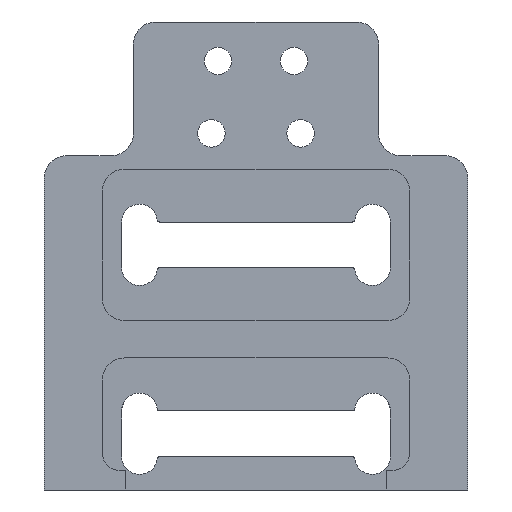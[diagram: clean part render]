
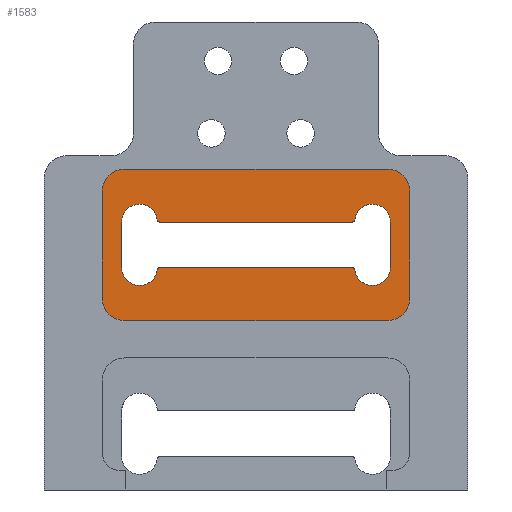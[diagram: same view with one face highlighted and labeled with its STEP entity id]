
A CAD part, front view. The second image highlights one B-rep face of the part: STEP entity #1583.
In plain terms, the highlighted planar face has unit normal (0, -1, 0).
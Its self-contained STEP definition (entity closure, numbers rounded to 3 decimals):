
#22=FACE_BOUND('',#177,.T.);
#38=PLANE('',#1740);
#92=FACE_OUTER_BOUND('',#176,.T.);
#176=EDGE_LOOP('',(#1219,#1220,#1221,#1222,#1223,#1224,#1225,#1226));
#177=EDGE_LOOP('',(#1227,#1228,#1229,#1230,#1231,#1232,#1233,#1234,#1235,
#1236,#1237,#1238));
#315=LINE('',#2805,#447);
#316=LINE('',#2809,#448);
#317=LINE('',#2813,#449);
#318=LINE('',#2817,#450);
#319=LINE('',#2820,#451);
#320=LINE('',#2826,#452);
#321=LINE('',#2832,#453);
#322=LINE('',#2837,#454);
#447=VECTOR('',#2059,10.);
#448=VECTOR('',#2062,10.);
#449=VECTOR('',#2065,10.);
#450=VECTOR('',#2068,10.);
#451=VECTOR('',#2071,10.);
#452=VECTOR('',#2076,10.);
#453=VECTOR('',#2081,10.);
#454=VECTOR('',#2086,10.);
#588=CIRCLE('',#1737,0.2);
#589=CIRCLE('',#1739,1.6);
#590=CIRCLE('',#1741,2.);
#591=CIRCLE('',#1742,2.);
#592=CIRCLE('',#1743,2.);
#593=CIRCLE('',#1744,2.);
#594=CIRCLE('',#1745,0.2);
#595=CIRCLE('',#1746,1.6);
#596=CIRCLE('',#1747,1.6);
#597=CIRCLE('',#1748,0.2);
#598=CIRCLE('',#1749,0.2);
#599=CIRCLE('',#1750,1.6);
#726=VERTEX_POINT('',#2793);
#727=VERTEX_POINT('',#2795);
#728=VERTEX_POINT('',#2799);
#729=VERTEX_POINT('',#2803);
#730=VERTEX_POINT('',#2804);
#731=VERTEX_POINT('',#2806);
#732=VERTEX_POINT('',#2808);
#733=VERTEX_POINT('',#2810);
#734=VERTEX_POINT('',#2812);
#735=VERTEX_POINT('',#2814);
#736=VERTEX_POINT('',#2816);
#737=VERTEX_POINT('',#2819);
#738=VERTEX_POINT('',#2821);
#739=VERTEX_POINT('',#2823);
#740=VERTEX_POINT('',#2825);
#741=VERTEX_POINT('',#2827);
#742=VERTEX_POINT('',#2829);
#743=VERTEX_POINT('',#2831);
#744=VERTEX_POINT('',#2833);
#745=VERTEX_POINT('',#2835);
#921=EDGE_CURVE('',#726,#727,#588,.T.);
#923=EDGE_CURVE('',#727,#728,#589,.T.);
#925=EDGE_CURVE('',#729,#730,#315,.T.);
#926=EDGE_CURVE('',#731,#729,#590,.T.);
#927=EDGE_CURVE('',#732,#731,#316,.T.);
#928=EDGE_CURVE('',#733,#732,#591,.T.);
#929=EDGE_CURVE('',#734,#733,#317,.T.);
#930=EDGE_CURVE('',#735,#734,#592,.T.);
#931=EDGE_CURVE('',#736,#735,#318,.T.);
#932=EDGE_CURVE('',#730,#736,#593,.T.);
#933=EDGE_CURVE('',#737,#726,#319,.T.);
#934=EDGE_CURVE('',#738,#737,#594,.T.);
#935=EDGE_CURVE('',#739,#738,#595,.T.);
#936=EDGE_CURVE('',#740,#739,#320,.T.);
#937=EDGE_CURVE('',#741,#740,#596,.T.);
#938=EDGE_CURVE('',#742,#741,#597,.T.);
#939=EDGE_CURVE('',#743,#742,#321,.T.);
#940=EDGE_CURVE('',#744,#743,#598,.T.);
#941=EDGE_CURVE('',#745,#744,#599,.T.);
#942=EDGE_CURVE('',#728,#745,#322,.T.);
#1219=ORIENTED_EDGE('',*,*,#925,.F.);
#1220=ORIENTED_EDGE('',*,*,#926,.F.);
#1221=ORIENTED_EDGE('',*,*,#927,.F.);
#1222=ORIENTED_EDGE('',*,*,#928,.F.);
#1223=ORIENTED_EDGE('',*,*,#929,.F.);
#1224=ORIENTED_EDGE('',*,*,#930,.F.);
#1225=ORIENTED_EDGE('',*,*,#931,.F.);
#1226=ORIENTED_EDGE('',*,*,#932,.F.);
#1227=ORIENTED_EDGE('',*,*,#921,.F.);
#1228=ORIENTED_EDGE('',*,*,#933,.F.);
#1229=ORIENTED_EDGE('',*,*,#934,.F.);
#1230=ORIENTED_EDGE('',*,*,#935,.F.);
#1231=ORIENTED_EDGE('',*,*,#936,.F.);
#1232=ORIENTED_EDGE('',*,*,#937,.F.);
#1233=ORIENTED_EDGE('',*,*,#938,.F.);
#1234=ORIENTED_EDGE('',*,*,#939,.F.);
#1235=ORIENTED_EDGE('',*,*,#940,.F.);
#1236=ORIENTED_EDGE('',*,*,#941,.F.);
#1237=ORIENTED_EDGE('',*,*,#942,.F.);
#1238=ORIENTED_EDGE('',*,*,#923,.F.);
#1583=ADVANCED_FACE('',(#92,#22),#38,.F.);
#1737=AXIS2_PLACEMENT_3D('',#2796,#2049,#2050);
#1739=AXIS2_PLACEMENT_3D('',#2800,#2054,#2055);
#1740=AXIS2_PLACEMENT_3D('',#2802,#2057,#2058);
#1741=AXIS2_PLACEMENT_3D('',#2807,#2060,#2061);
#1742=AXIS2_PLACEMENT_3D('',#2811,#2063,#2064);
#1743=AXIS2_PLACEMENT_3D('',#2815,#2066,#2067);
#1744=AXIS2_PLACEMENT_3D('',#2818,#2069,#2070);
#1745=AXIS2_PLACEMENT_3D('',#2822,#2072,#2073);
#1746=AXIS2_PLACEMENT_3D('',#2824,#2074,#2075);
#1747=AXIS2_PLACEMENT_3D('',#2828,#2077,#2078);
#1748=AXIS2_PLACEMENT_3D('',#2830,#2079,#2080);
#1749=AXIS2_PLACEMENT_3D('',#2834,#2082,#2083);
#1750=AXIS2_PLACEMENT_3D('',#2836,#2084,#2085);
#2049=DIRECTION('center_axis',(0.,1.,0.));
#2050=DIRECTION('ref_axis',(0.667,0.,0.745));
#2054=DIRECTION('center_axis',(0.,-1.,0.));
#2055=DIRECTION('ref_axis',(1.,0.,0.));
#2057=DIRECTION('center_axis',(0.,1.,0.));
#2058=DIRECTION('ref_axis',(0.,0.,1.));
#2059=DIRECTION('',(0.,0.,1.));
#2060=DIRECTION('center_axis',(0.,1.,0.));
#2061=DIRECTION('ref_axis',(-1.,0.,0.));
#2062=DIRECTION('',(-1.,0.,0.));
#2063=DIRECTION('center_axis',(0.,1.,0.));
#2064=DIRECTION('ref_axis',(0.,0.,-1.));
#2065=DIRECTION('',(0.,0.,-1.));
#2066=DIRECTION('center_axis',(0.,1.,0.));
#2067=DIRECTION('ref_axis',(1.,0.,0.));
#2068=DIRECTION('',(1.,0.,0.));
#2069=DIRECTION('center_axis',(0.,1.,0.));
#2070=DIRECTION('ref_axis',(0.,0.,1.));
#2071=DIRECTION('',(1.,0.,0.));
#2072=DIRECTION('center_axis',(0.,1.,0.));
#2073=DIRECTION('ref_axis',(-0.667,0.,0.745));
#2074=DIRECTION('center_axis',(0.,-1.,0.));
#2075=DIRECTION('ref_axis',(1.,0.,0.));
#2076=DIRECTION('',(0.,0.,-1.));
#2077=DIRECTION('center_axis',(0.,-1.,0.));
#2078=DIRECTION('ref_axis',(-1.,0.,0.));
#2079=DIRECTION('center_axis',(0.,1.,0.));
#2080=DIRECTION('ref_axis',(-0.667,0.,-0.745));
#2081=DIRECTION('',(-1.,0.,0.));
#2082=DIRECTION('center_axis',(0.,1.,0.));
#2083=DIRECTION('ref_axis',(0.667,0.,-0.745));
#2084=DIRECTION('center_axis',(0.,-1.,0.));
#2085=DIRECTION('ref_axis',(-1.,0.,0.));
#2086=DIRECTION('',(0.,0.,1.));
#2793=CARTESIAN_POINT('',(8.661,-2.,19.95));
#2795=CARTESIAN_POINT('',(8.86,-2.,19.772));
#2796=CARTESIAN_POINT('Origin',(8.661,-2.,19.75));
#2799=CARTESIAN_POINT('',(12.05,-2.,19.95));
#2800=CARTESIAN_POINT('Origin',(10.45,-2.,19.95));
#2802=CARTESIAN_POINT('Origin',(0.,-2.,22.));
#2803=CARTESIAN_POINT('',(-13.8,-2.,17.2));
#2804=CARTESIAN_POINT('',(-13.8,-2.,26.8));
#2805=CARTESIAN_POINT('',(-13.8,-2.,26.8));
#2806=CARTESIAN_POINT('',(-11.8,-2.,15.2));
#2807=CARTESIAN_POINT('Origin',(-11.8,-2.,17.2));
#2808=CARTESIAN_POINT('',(11.8,-2.,15.2));
#2809=CARTESIAN_POINT('',(-11.8,-2.,15.2));
#2810=CARTESIAN_POINT('',(13.8,-2.,17.2));
#2811=CARTESIAN_POINT('Origin',(11.8,-2.,17.2));
#2812=CARTESIAN_POINT('',(13.8,-2.,26.8));
#2813=CARTESIAN_POINT('',(13.8,-2.,17.2));
#2814=CARTESIAN_POINT('',(11.8,-2.,28.8));
#2815=CARTESIAN_POINT('Origin',(11.8,-2.,26.8));
#2816=CARTESIAN_POINT('',(-11.8,-2.,28.8));
#2817=CARTESIAN_POINT('',(11.8,-2.,28.8));
#2818=CARTESIAN_POINT('Origin',(-11.8,-2.,26.8));
#2819=CARTESIAN_POINT('',(-8.661,-2.,19.95));
#2820=CARTESIAN_POINT('',(4.425,-2.,19.95));
#2821=CARTESIAN_POINT('',(-8.86,-2.,19.772));
#2822=CARTESIAN_POINT('Origin',(-8.661,-2.,19.75));
#2823=CARTESIAN_POINT('',(-12.05,-2.,19.95));
#2824=CARTESIAN_POINT('Origin',(-10.45,-2.,19.95));
#2825=CARTESIAN_POINT('',(-12.05,-2.,24.05));
#2826=CARTESIAN_POINT('',(-12.05,-2.,20.975));
#2827=CARTESIAN_POINT('',(-8.86,-2.,24.228));
#2828=CARTESIAN_POINT('Origin',(-10.45,-2.,24.05));
#2829=CARTESIAN_POINT('',(-8.661,-2.,24.05));
#2830=CARTESIAN_POINT('Origin',(-8.661,-2.,24.25));
#2831=CARTESIAN_POINT('',(8.661,-2.,24.05));
#2832=CARTESIAN_POINT('',(-4.425,-2.,24.05));
#2833=CARTESIAN_POINT('',(8.86,-2.,24.228));
#2834=CARTESIAN_POINT('Origin',(8.661,-2.,24.25));
#2835=CARTESIAN_POINT('',(12.05,-2.,24.05));
#2836=CARTESIAN_POINT('Origin',(10.45,-2.,24.05));
#2837=CARTESIAN_POINT('',(12.05,-2.,23.025));
